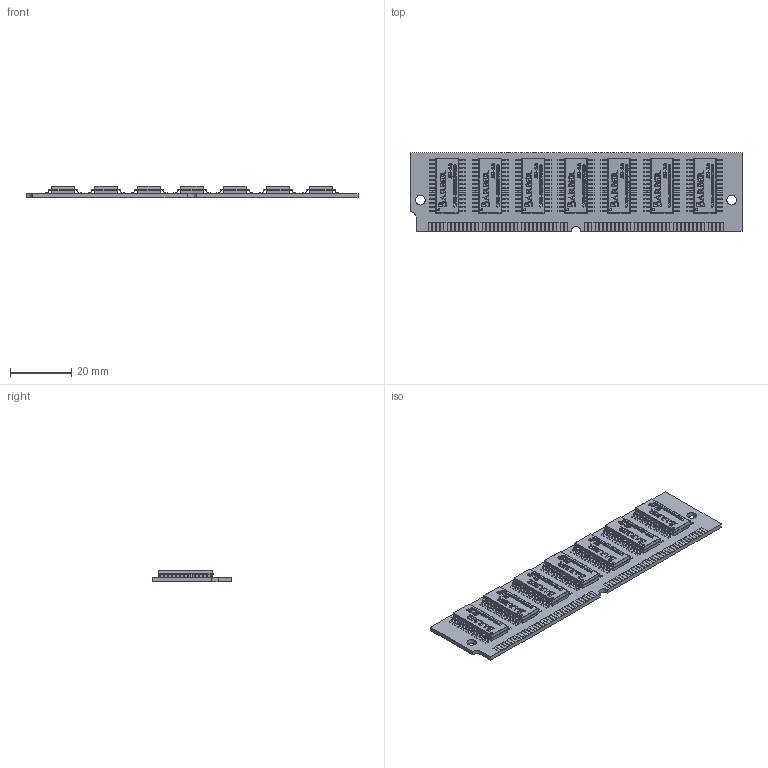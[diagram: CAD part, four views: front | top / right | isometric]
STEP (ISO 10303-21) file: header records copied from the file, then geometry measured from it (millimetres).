
FILE_DESCRIPTION(('CAx-IF Rec.Pracs.---Model Styling and Organization---1.5---2016-08-15','CAx-IF Rec.Pracs.---Geometric and Assembly Validation Properties---4.4---2016-08-17','CAx-IF Rec.Pracs.---User Defined Attributes---1.5---2016-08-15','CAx-IF Rec.Pracs.---External References---2.1---2005-01-19'),'2;1');
FILE_NAME('simm.stp','2022-08-14T14:26:27',('Unspecified'),('Unspecified'),'CAD Exchanger 3.12.0 (cadexchanger.com)','Unspecified','');
FILE_SCHEMA(('AUTOMOTIVE_DESIGN { 1 0 10303 214 1 1 1 1 }'));
Length unit declared in the file: millimetre
Products named in the file (6): simm; simmbody; simmpin; sn28; sn28body; sn28pin
Assembly tree (109 placements, depth 3):
  simm
    simmbody
    simmpin  x72
    sn28  x7
      sn28body
      sn28pin
Bounding box: 108.2 x 25.65 x 3.76 mm (x, y, z)
Volume: 5992.5 mm3; surface area: 9701.8 mm2
Topology: 276 solids, 276 shells, 7241 faces, 18919 edges, 12594 vertices
Faces by surface type: plane 4206, extrusion 2240, cylinder 795
Full cylindrical faces by diameter (mm): 0.65 x7, 3.175 x2
Entity records: 34239 total; most frequent: CARTESIAN_POINT 15443, ORIENTED_EDGE 3290, DIRECTION 2138, EDGE_CURVE 1645, VECTOR 1304, VERTEX_POINT 1094, LINE 984, B_SPLINE_CURVE_WITH_KNOTS 963
